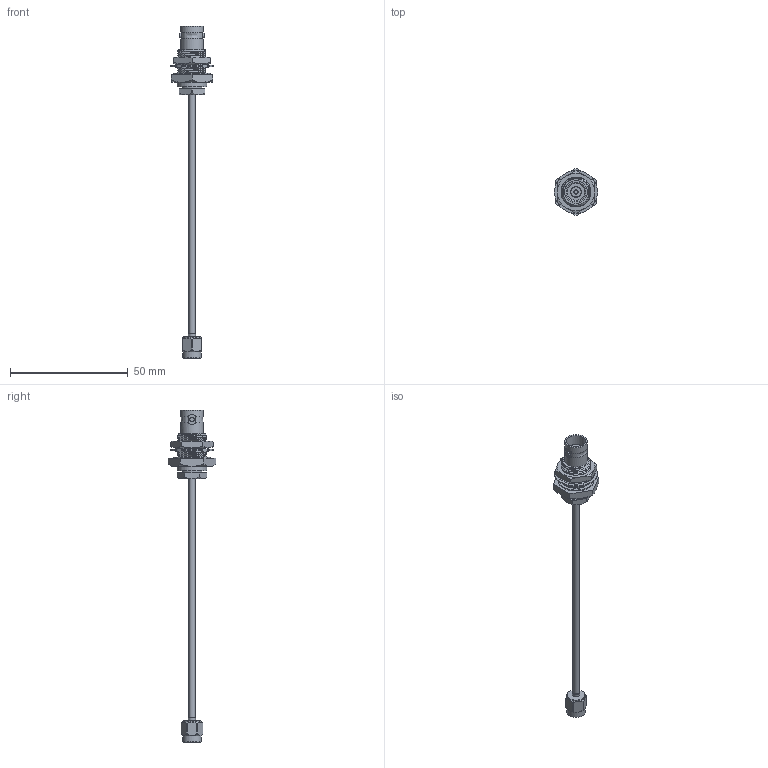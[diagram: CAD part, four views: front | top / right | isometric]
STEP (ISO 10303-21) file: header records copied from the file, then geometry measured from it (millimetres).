
FILE_DESCRIPTION (( 'STEP AP203' ), '1' );
FILE_NAME ('PE3W03377_3D.step', '2020-05-22T14:46:19', ( '' ), ( '' ), 'SwSTEP 2.0', 'SolidWorks 2018', '' );
FILE_SCHEMA (( 'CONFIG_CONTROL_DESIGN' ));
Length unit declared in the file: inch
Products named in the file (4): PE45135^PE3W03377; Coax Cable^PE3W03377_PE-SR405FLJ; PE4916^PE3W03377; PE3W03377_3D
Assembly tree (3 placements, depth 2):
  PE3W03377_3D
    Coax Cable^PE3W03377_PE-SR405FLJ
    PE45135^PE3W03377
    PE4916^PE3W03377
Bounding box: 18.34 x 20.16 x 141.12 mm (x, y, z)
Volume: 4218.8 mm3; surface area: 4608.2 mm2
Topology: 6 solids, 6 shells, 283 faces, 765 edges, 512 vertices
Faces by surface type: plane 85, bspline 84, cylinder 63, cone 47, torus 4
Full cylindrical faces by diameter (mm): 0.94 x1, 1.27 x1, 1.448 x1, 1.778 x2, 1.905 x2, 2.261 x1, 2.286 x1, 2.667 x1, 2.997 x1, 4.572 x2, 6.35 x1, 6.623 x1, 7.812 x2, 8.255 x1, 8.89 x1, 9.601 x2, 12.7 x1, 15.311 x1, 18.339 x1
Entity records: 25851 total; most frequent: CARTESIAN_POINT 19407, ORIENTED_EDGE 1412, DIRECTION 985, EDGE_CURVE 706, VERTEX_POINT 492, AXIS2_PLACEMENT_3D 387, EDGE_LOOP 342, FACE_OUTER_BOUND 309
